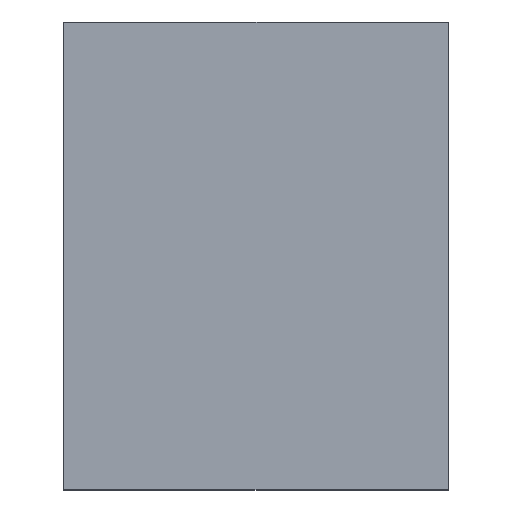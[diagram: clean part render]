
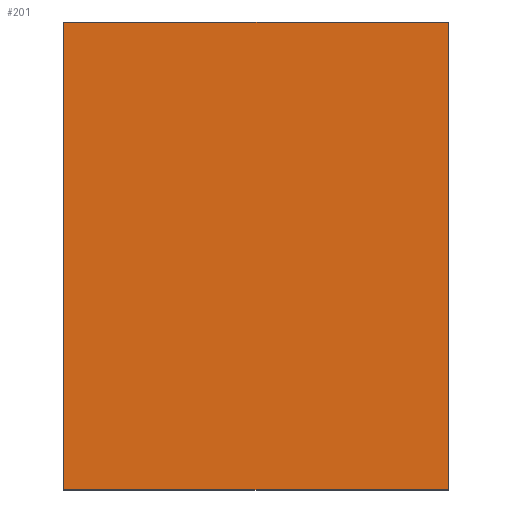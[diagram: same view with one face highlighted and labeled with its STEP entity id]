
A CAD part, top view. The second image highlights one B-rep face of the part: STEP entity #201.
In plain terms, the highlighted planar face has unit normal (0, 0, 1).
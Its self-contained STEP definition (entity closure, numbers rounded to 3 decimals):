
#5 = LINE ( 'NONE', #66, #84 ) ;
#9 = CARTESIAN_POINT ( 'NONE',  ( -300., -365., 12.7 ) ) ;
#13 = CARTESIAN_POINT ( 'NONE',  ( 300., 365., 12.7 ) ) ;
#14 = VECTOR ( 'NONE', #160, 1000. ) ;
#23 = VERTEX_POINT ( 'NONE', #13 ) ;
#27 = EDGE_LOOP ( 'NONE', ( #41, #103, #173, #186 ) ) ;
#31 = EDGE_CURVE ( 'NONE', #132, #23, #139, .T. ) ;
#35 = LINE ( 'NONE', #163, #14 ) ;
#41 = ORIENTED_EDGE ( 'NONE', *, *, #192, .T. ) ;
#42 = VERTEX_POINT ( 'NONE', #9 ) ;
#49 = AXIS2_PLACEMENT_3D ( 'NONE', #184, #74, #168 ) ;
#59 = CARTESIAN_POINT ( 'NONE',  ( 300., 365., 12.7 ) ) ;
#66 = CARTESIAN_POINT ( 'NONE',  ( -300., 365., 12.7 ) ) ;
#70 = VECTOR ( 'NONE', #96, 1000. ) ;
#74 = DIRECTION ( 'NONE',  ( 0., 0., 1. ) ) ;
#84 = VECTOR ( 'NONE', #131, 1000. ) ;
#86 = CARTESIAN_POINT ( 'NONE',  ( -300., 365., 12.7 ) ) ;
#95 = CARTESIAN_POINT ( 'NONE',  ( -300., -365., 12.7 ) ) ;
#96 = DIRECTION ( 'NONE',  ( 1., 0., 0. ) ) ;
#103 = ORIENTED_EDGE ( 'NONE', *, *, #144, .T. ) ;
#115 = FACE_OUTER_BOUND ( 'NONE', #27, .T. ) ;
#120 = VERTEX_POINT ( 'NONE', #86 ) ;
#128 = EDGE_CURVE ( 'NONE', #23, #120, #35, .T. ) ;
#131 = DIRECTION ( 'NONE',  ( 0., -1., 0. ) ) ;
#132 = VERTEX_POINT ( 'NONE', #142 ) ;
#139 = LINE ( 'NONE', #59, #180 ) ;
#142 = CARTESIAN_POINT ( 'NONE',  ( 300., -365., 12.7 ) ) ;
#144 = EDGE_CURVE ( 'NONE', #42, #132, #148, .T. ) ;
#148 = LINE ( 'NONE', #95, #70 ) ;
#151 = DIRECTION ( 'NONE',  ( 0., 1., 0. ) ) ;
#160 = DIRECTION ( 'NONE',  ( -1., 0., 0. ) ) ;
#163 = CARTESIAN_POINT ( 'NONE',  ( -300., 365., 12.7 ) ) ;
#168 = DIRECTION ( 'NONE',  ( 1., 0., 0. ) ) ;
#173 = ORIENTED_EDGE ( 'NONE', *, *, #31, .T. ) ;
#180 = VECTOR ( 'NONE', #151, 1000. ) ;
#182 = PLANE ( 'NONE',  #49 ) ;
#184 = CARTESIAN_POINT ( 'NONE',  ( 0., 0., 12.7 ) ) ;
#186 = ORIENTED_EDGE ( 'NONE', *, *, #128, .T. ) ;
#192 = EDGE_CURVE ( 'NONE', #120, #42, #5, .T. ) ;
#201 = ADVANCED_FACE ( 'NONE', ( #115 ), #182, .T. ) ;
